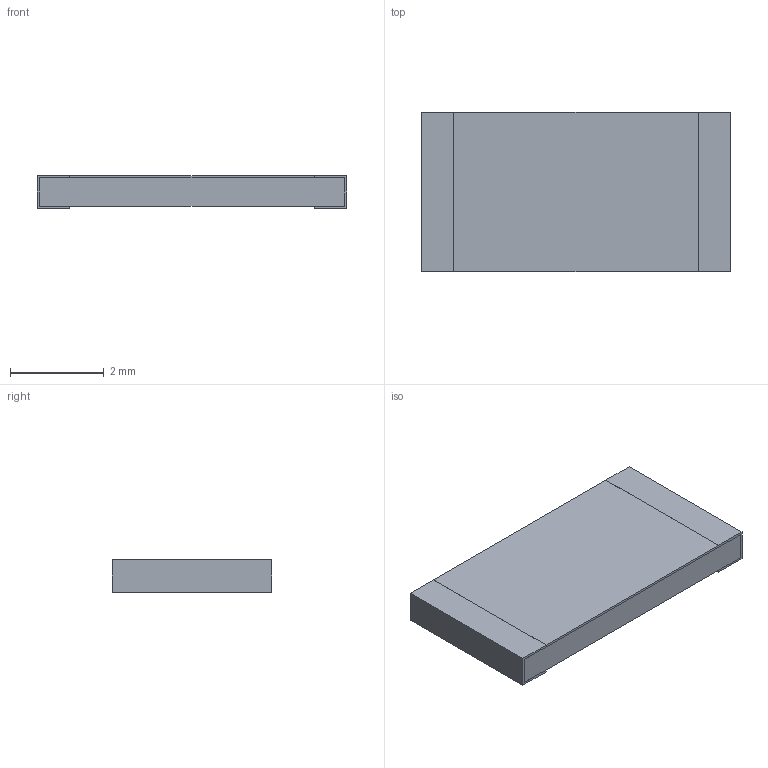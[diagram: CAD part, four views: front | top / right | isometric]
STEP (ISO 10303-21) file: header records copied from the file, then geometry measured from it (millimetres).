
FILE_DESCRIPTION (( 'STEP AP214' ), '1' );
FILE_NAME ('RES 2512 (6432 metric).STEP', '2012-02-01T20:39:24', ( 'Ryan Rutledge' ), ( 'Pacific Bioscience Laboratories, Inc.' ), 'SwSTEP 2.0', 'SolidWorks 2012', '' );
FILE_SCHEMA (( 'AUTOMOTIVE_DESIGN' ));
Length unit declared in the file: millimetre
Products named in the file (1): RES 2512 (6432 metric)
Bounding box: 6.6 x 3.4 x 0.7 mm (x, y, z)
Volume: 14.8 mm3; surface area: 58.7 mm2
Topology: 1 solids, 1 shells, 32 faces, 82 edges, 52 vertices
Faces by surface type: plane 32
Entity records: 1042 total; most frequent: CARTESIAN_POINT 167, ORIENTED_EDGE 164, DIRECTION 148, EDGE_CURVE 82, LINE 82, VECTOR 82, VERTEX_POINT 52, AXIS2_PLACEMENT_3D 33
